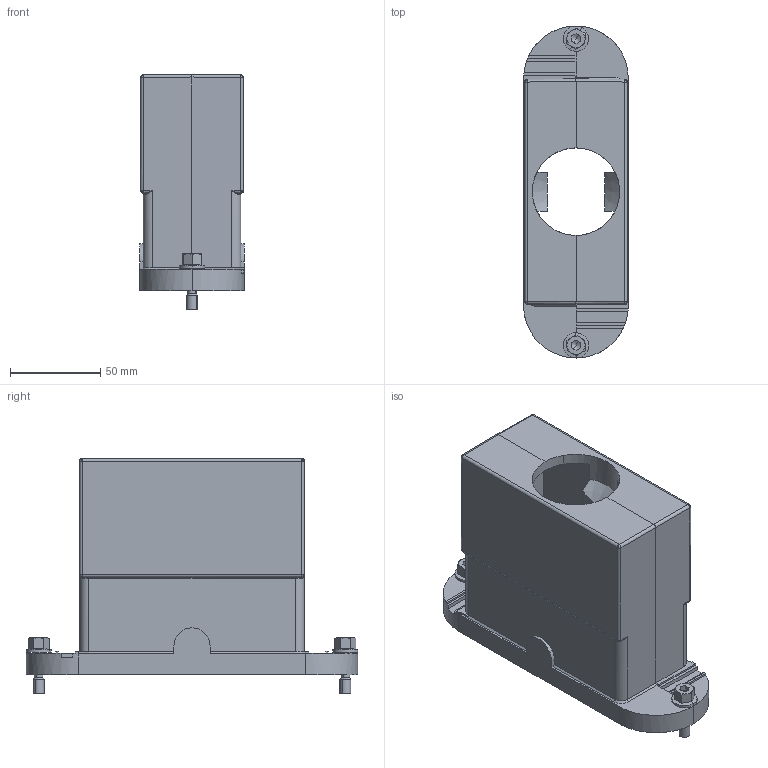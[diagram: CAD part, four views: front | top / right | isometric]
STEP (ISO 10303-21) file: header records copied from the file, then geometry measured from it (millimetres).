
FILE_DESCRIPTION(('CATIA V5 STEP Exchange','CAx-IF Rec.Pracs.--- Model Styling and Organization---1.4--- 2014-01-23'),'2;1');
FILE_NAME ('022984-2_2', '2019-07-25T14:36:51+00:00', ('none'), ('Weidmueller'), 'CATIA Version 5-6 Release 2016 SP3 HF44', 'CATIA V5 STEP AP214', 'none');
FILE_SCHEMA(('AUTOMOTIVE_DESIGN { 1 0 10303 214 1 1 1 1 }'));
Length unit declared in the file: millimetre
Products named in the file (1): 1827170000
Bounding box: 58 x 184 x 130.5 mm (x, y, z)
Volume: 278379.8 mm3; surface area: 104043.2 mm2
Topology: 5 solids, 5 shells, 344 faces, 903 edges, 543 vertices
Faces by surface type: plane 162, cone 77, cylinder 63, sphere 16, torus 14, bspline 12
Entity records: 10973 total; most frequent: CARTESIAN_POINT 3278, ORIENTED_EDGE 1742, DIRECTION 1276, EDGE_CURVE 871, VERTEX_POINT 543, VECTOR 541, LINE 541, AXIS2_PLACEMENT_3D 459
